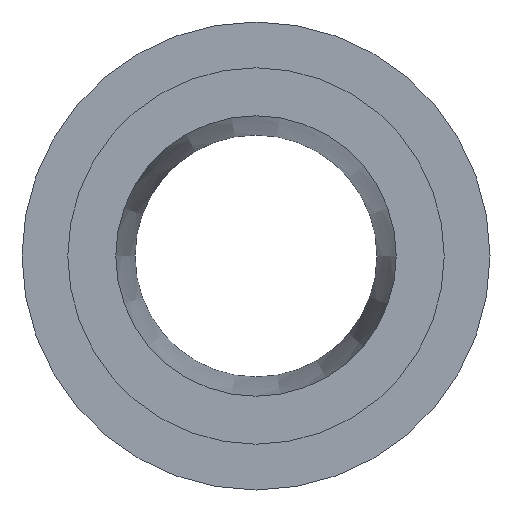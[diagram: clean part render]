
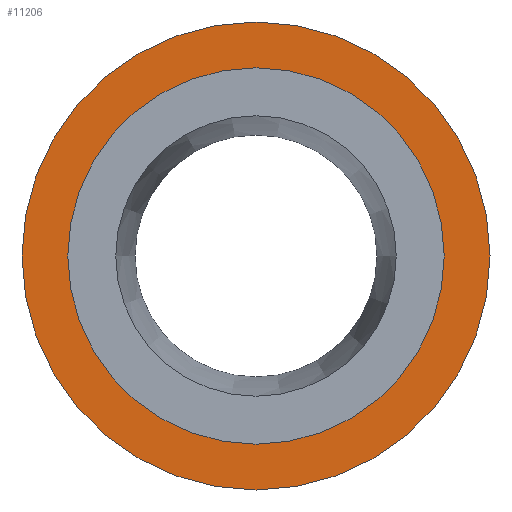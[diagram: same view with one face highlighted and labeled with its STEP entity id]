
A CAD part, left-side view. The second image highlights one B-rep face of the part: STEP entity #11206.
In plain terms, the highlighted planar face has unit normal (-1, 0, 0).
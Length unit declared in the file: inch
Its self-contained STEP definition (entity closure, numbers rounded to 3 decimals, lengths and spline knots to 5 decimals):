
#11088=CARTESIAN_POINT('',(0.,1.635,0.0));
#11089=VERTEX_POINT('',#11088);
#11090=CARTESIAN_POINT('',(0.,0.0,0.0));
#11091=DIRECTION('',(1.0,0.0,0.0));
#11092=DIRECTION('',(0.0,1.0,0.0));
#11093=AXIS2_PLACEMENT_3D('',#11090,#11091,#11092);
#11094=CIRCLE('',#11093,1.635);
#11095=EDGE_CURVE('',#11089,#11089,#11094,.T.);
#11180=CARTESIAN_POINT('',(0.,1.315,0.0));
#11181=VERTEX_POINT('',#11180);
#11182=CARTESIAN_POINT('',(0.,0.0,0.0));
#11183=DIRECTION('',(1.0,0.0,0.0));
#11184=DIRECTION('',(0.0,1.0,0.0));
#11185=AXIS2_PLACEMENT_3D('',#11182,#11183,#11184);
#11186=CIRCLE('',#11185,1.315);
#11187=EDGE_CURVE('',#11181,#11181,#11186,.T.);
#11195=CARTESIAN_POINT('',(0.,1.475,0.0));
#11196=DIRECTION('',(-1.0,0.0,0.0));
#11197=DIRECTION('',(0.0,0.0,1.0));
#11198=AXIS2_PLACEMENT_3D('',#11195,#11196,#11197);
#11199=PLANE('',#11198);
#11200=ORIENTED_EDGE('',*,*,#11095,.F.);
#11201=EDGE_LOOP('',(#11200));
#11202=FACE_OUTER_BOUND('',#11201,.T.);
#11203=ORIENTED_EDGE('',*,*,#11187,.T.);
#11204=EDGE_LOOP('',(#11203));
#11205=FACE_BOUND('',#11204,.T.);
#11206=ADVANCED_FACE('',(#11202,#11205),#11199,.T.);
